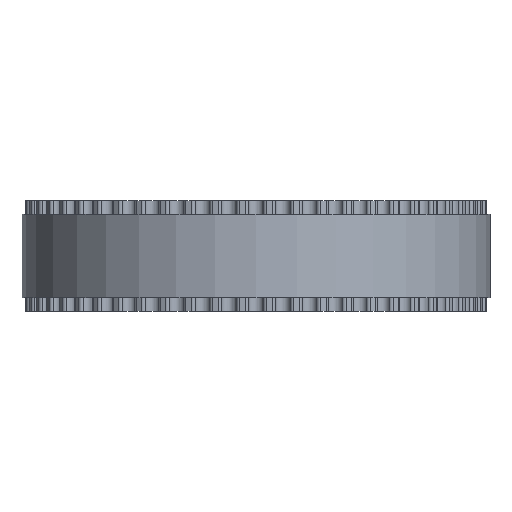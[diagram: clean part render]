
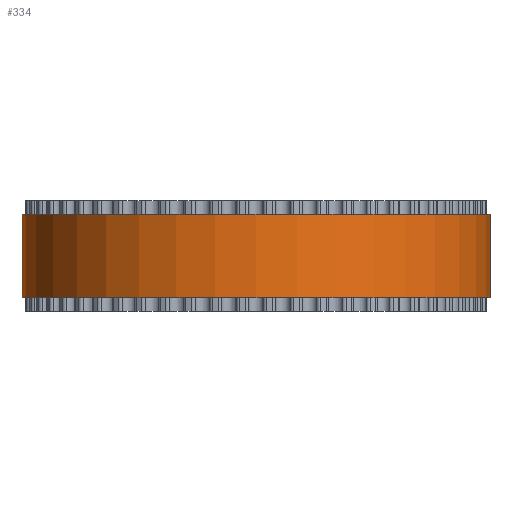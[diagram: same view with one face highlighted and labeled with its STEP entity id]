
A CAD part, front view. The second image highlights one B-rep face of the part: STEP entity #334.
In plain terms, the highlighted cylindrical face has radius 16.87 mm (diameter 33.741 mm), a full revolution.
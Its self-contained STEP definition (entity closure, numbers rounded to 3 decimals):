
#97=FACE_BOUND('',#976,.T.);
#98=FACE_BOUND('',#977,.T.);
#334=ADVANCED_FACE('',(#97,#98),#547,.T.);
#547=CYLINDRICAL_SURFACE('',#4807,16.87);
#976=EDGE_LOOP('',(#2674));
#977=EDGE_LOOP('',(#2675));
#2674=ORIENTED_EDGE('',*,*,#3738,.T.);
#2675=ORIENTED_EDGE('',*,*,#3739,.T.);
#3100=VERTEX_POINT('',#7580);
#3101=VERTEX_POINT('',#7582);
#3738=EDGE_CURVE('',#3100,#3100,#4164,.T.);
#3739=EDGE_CURVE('',#3101,#3101,#4165,.T.);
#4164=CIRCLE('',#4805,16.87);
#4165=CIRCLE('',#4806,16.87);
#4805=AXIS2_PLACEMENT_3D('',#7579,#6298,#6299);
#4806=AXIS2_PLACEMENT_3D('',#7581,#6300,#6301);
#4807=AXIS2_PLACEMENT_3D('',#7583,#6302,#6303);
#6298=DIRECTION('',(0.,0.,1.));
#6299=DIRECTION('',(1.,0.,0.));
#6300=DIRECTION('',(0.,0.,-1.));
#6301=DIRECTION('',(1.,0.,0.));
#6302=DIRECTION('',(0.,0.,1.));
#6303=DIRECTION('',(1.,0.,0.));
#7579=CARTESIAN_POINT('',(0.,0.,1.));
#7580=CARTESIAN_POINT('',(16.87,0.,1.));
#7581=CARTESIAN_POINT('',(0.,0.,7.));
#7582=CARTESIAN_POINT('',(16.87,0.,7.));
#7583=CARTESIAN_POINT('',(0.,0.,1.));
